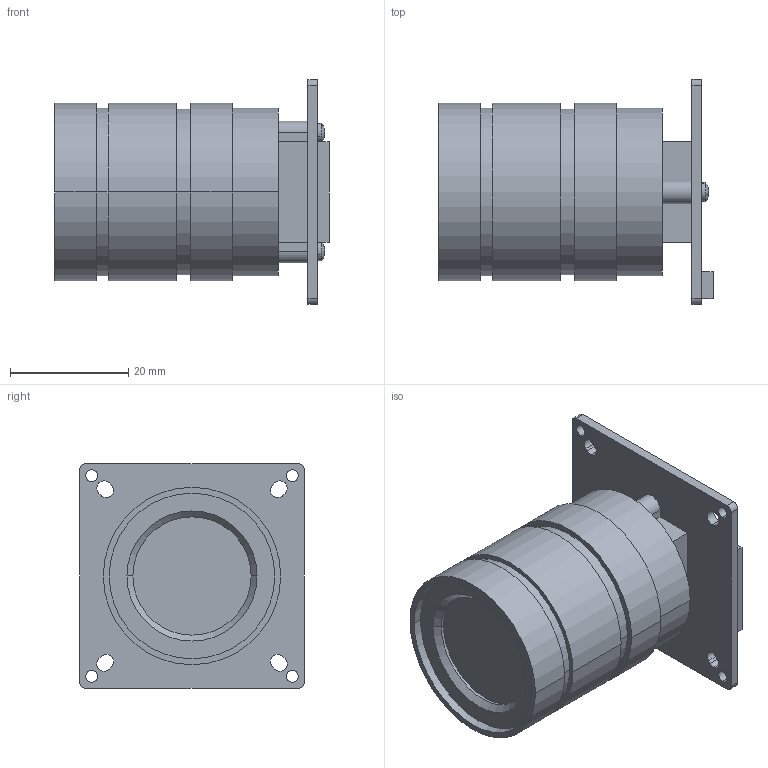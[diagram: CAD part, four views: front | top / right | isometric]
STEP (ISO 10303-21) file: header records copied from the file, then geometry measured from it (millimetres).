
FILE_DESCRIPTION (( 'STEP AP214' ), '1' );
FILE_NAME ('IMX477 (12.3MP).STEP', '2022-04-06T19:58:07', ( '' ), ( '' ), 'SwSTEP 2.0', 'SolidWorks 2020', '' );
FILE_SCHEMA (( 'AUTOMOTIVE_DESIGN' ));
Length unit declared in the file: millimetre
Products named in the file (4): pan head cross recess screw_iso_ISO 7045 - M1.6 x 5 - Z - 5N; IMX477 (12.3MP); IMX477_BasisCamera_Initial; IMX477_ElectronicCard_Initial
Assembly tree (4 placements, depth 2):
  IMX477 (12.3MP)
    IMX477_ElectronicCard_Initial
    IMX477_BasisCamera_Initial
    pan head cross recess screw_iso_ISO 7045 - M1.6 x 5 - Z - 5N  x2
Bounding box: 46.4 x 38 x 38 mm (x, y, z)
Volume: 28339.1 mm3; surface area: 9235.6 mm2
Topology: 4 solids, 4 shells, 179 faces, 436 edges, 274 vertices
Faces by surface type: plane 85, cylinder 58, cone 24, torus 8, sphere 4
Entity records: 4314 total; most frequent: DIRECTION 763, CARTESIAN_POINT 728, ORIENTED_EDGE 664, EDGE_CURVE 332, AXIS2_PLACEMENT_3D 301, VERTEX_POINT 214, EDGE_LOOP 168, LINE 161
